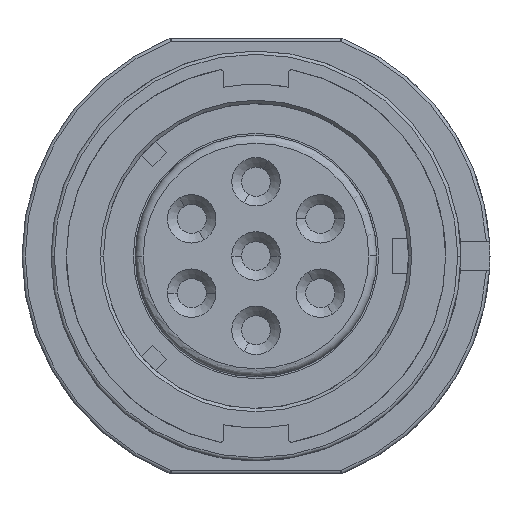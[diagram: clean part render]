
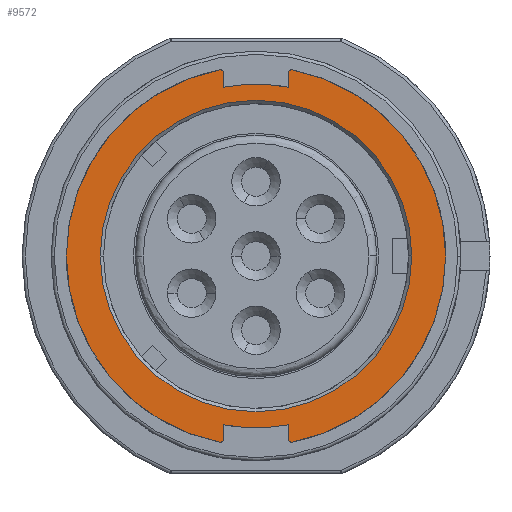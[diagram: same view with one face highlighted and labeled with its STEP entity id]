
A CAD part, left-side view. The second image highlights one B-rep face of the part: STEP entity #9572.
In plain terms, the highlighted planar face has unit normal (-1, 0, 0).
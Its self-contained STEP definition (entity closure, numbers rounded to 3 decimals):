
#2912=DIRECTION('',(0.,0.,-1.));
#2913=VECTOR('',#2912,0.878);
#2914=CARTESIAN_POINT('',(1.7,-2.,-10.461));
#2915=LINE('',#2914,#2913);
#2924=CARTESIAN_POINT('',(1.7,-2.2,11.339));
#2925=DIRECTION('',(1.,0.,0.));
#2926=DIRECTION('',(0.,1.,0.));
#2927=AXIS2_PLACEMENT_3D('',#2924,#2925,#2926);
#2929=CARTESIAN_POINT('',(1.7,0.,0.));
#2930=DIRECTION('',(1.,0.,0.));
#2931=DIRECTION('',(0.,-0.19,0.982));
#2932=AXIS2_PLACEMENT_3D('',#2929,#2930,#2931);
#2934=CARTESIAN_POINT('',(1.7,-2.2,-11.339));
#2935=DIRECTION('',(1.,0.,0.));
#2936=DIRECTION('',(0.,-0.19,-0.982));
#2937=AXIS2_PLACEMENT_3D('',#2934,#2935,#2936);
#2939=CARTESIAN_POINT('',(1.7,0.,0.));
#2940=DIRECTION('',(1.,0.,0.));
#2941=DIRECTION('',(0.,-0.188,-0.982));
#2942=AXIS2_PLACEMENT_3D('',#2939,#2940,#2941);
#2944=DIRECTION('',(0.,0.,-1.));
#2945=VECTOR('',#2944,0.878);
#2946=CARTESIAN_POINT('',(1.7,2.,-10.461));
#2947=LINE('',#2946,#2945);
#2948=CARTESIAN_POINT('',(1.7,2.2,-11.339));
#2949=DIRECTION('',(1.,0.,0.));
#2950=DIRECTION('',(0.,-1.,0.));
#2951=AXIS2_PLACEMENT_3D('',#2948,#2949,#2950);
#2953=CARTESIAN_POINT('',(1.7,0.,0.));
#2954=DIRECTION('',(1.,0.,0.));
#2955=DIRECTION('',(0.,0.19,-0.982));
#2956=AXIS2_PLACEMENT_3D('',#2953,#2954,#2955);
#2958=CARTESIAN_POINT('',(1.7,2.2,11.339));
#2959=DIRECTION('',(1.,0.,0.));
#2960=DIRECTION('',(0.,0.19,0.982));
#2961=AXIS2_PLACEMENT_3D('',#2958,#2959,#2960);
#2963=DIRECTION('',(0.,0.,-1.));
#2964=VECTOR('',#2963,0.878);
#2965=CARTESIAN_POINT('',(1.7,2.,11.339));
#2966=LINE('',#2965,#2964);
#2967=CARTESIAN_POINT('',(1.7,0.,0.));
#2968=DIRECTION('',(1.,0.,0.));
#2969=DIRECTION('',(0.,0.188,0.982));
#2970=AXIS2_PLACEMENT_3D('',#2967,#2968,#2969);
#2972=DIRECTION('',(0.,0.,1.));
#2973=VECTOR('',#2972,0.878);
#2974=CARTESIAN_POINT('',(1.7,-2.,10.461));
#2975=LINE('',#2974,#2973);
#2976=CARTESIAN_POINT('',(1.7,0.,0.));
#2977=DIRECTION('',(-1.,0.,0.));
#2978=DIRECTION('',(0.,1.,0.));
#2979=AXIS2_PLACEMENT_3D('',#2976,#2977,#2978);
#2981=CARTESIAN_POINT('',(1.7,0.,0.));
#2982=DIRECTION('',(-1.,0.,0.));
#2983=DIRECTION('',(0.,0.,-1.));
#2984=AXIS2_PLACEMENT_3D('',#2981,#2982,#2983);
#2986=CARTESIAN_POINT('',(1.7,0.,0.));
#2987=DIRECTION('',(-1.,0.,0.));
#2988=DIRECTION('',(0.,-1.,0.));
#2989=AXIS2_PLACEMENT_3D('',#2986,#2987,#2988);
#2991=CARTESIAN_POINT('',(1.7,0.,0.));
#2992=DIRECTION('',(-1.,0.,0.));
#2993=DIRECTION('',(0.,0.,1.));
#2994=AXIS2_PLACEMENT_3D('',#2991,#2992,#2993);
#5838=CARTESIAN_POINT('',(1.7,-2.,-11.339));
#5839=VERTEX_POINT('',#5838);
#5840=CARTESIAN_POINT('',(1.7,-2.,-10.461));
#5841=VERTEX_POINT('',#5840);
#5842=CARTESIAN_POINT('',(1.7,-2.238,-11.535));
#5843=VERTEX_POINT('',#5842);
#5844=CARTESIAN_POINT('',(1.7,-2.,11.339));
#5845=CARTESIAN_POINT('',(1.7,-2.238,11.535));
#5846=VERTEX_POINT('',#5844);
#5847=VERTEX_POINT('',#5845);
#5848=CARTESIAN_POINT('',(1.7,2.,-10.461));
#5849=VERTEX_POINT('',#5848);
#5850=CARTESIAN_POINT('',(1.7,2.,-11.339));
#5851=VERTEX_POINT('',#5850);
#5852=CARTESIAN_POINT('',(1.7,2.238,-11.535));
#5853=VERTEX_POINT('',#5852);
#5854=CARTESIAN_POINT('',(1.7,2.238,11.535));
#5855=VERTEX_POINT('',#5854);
#5856=CARTESIAN_POINT('',(1.7,2.,11.339));
#5857=VERTEX_POINT('',#5856);
#5858=CARTESIAN_POINT('',(1.7,2.,10.461));
#5859=VERTEX_POINT('',#5858);
#5860=CARTESIAN_POINT('',(1.7,-2.,10.461));
#5861=VERTEX_POINT('',#5860);
#5862=CARTESIAN_POINT('',(1.7,0.,-9.65));
#5863=CARTESIAN_POINT('',(1.7,-9.65,0.));
#5864=VERTEX_POINT('',#5862);
#5865=VERTEX_POINT('',#5863);
#5866=CARTESIAN_POINT('',(1.7,9.65,0.));
#5867=VERTEX_POINT('',#5866);
#5868=CARTESIAN_POINT('',(1.7,0.,9.65));
#5869=VERTEX_POINT('',#5868);
#9533=CARTESIAN_POINT('',(1.7,0.,0.));
#9534=DIRECTION('',(1.,0.,0.));
#9535=DIRECTION('',(0.,1.,0.));
#9536=AXIS2_PLACEMENT_3D('',#9533,#9534,#9535);
#9537=PLANE('',#9536);
#9539=ORIENTED_EDGE('',*,*,#9538,.T.);
#9541=ORIENTED_EDGE('',*,*,#9540,.T.);
#9542=ORIENTED_EDGE('',*,*,#9526,.T.);
#9543=ORIENTED_EDGE('',*,*,#9514,.F.);
#9545=ORIENTED_EDGE('',*,*,#9544,.T.);
#9547=ORIENTED_EDGE('',*,*,#9546,.T.);
#9549=ORIENTED_EDGE('',*,*,#9548,.T.);
#9551=ORIENTED_EDGE('',*,*,#9550,.T.);
#9553=ORIENTED_EDGE('',*,*,#9552,.T.);
#9555=ORIENTED_EDGE('',*,*,#9554,.T.);
#9557=ORIENTED_EDGE('',*,*,#9556,.T.);
#9559=ORIENTED_EDGE('',*,*,#9558,.T.);
#9560=EDGE_LOOP('',(#9539,#9541,#9542,#9543,#9545,#9547,#9549,#9551,#9553,#9555,
#9557,#9559));
#9561=FACE_OUTER_BOUND('',#9560,.F.);
#9563=ORIENTED_EDGE('',*,*,#9562,.T.);
#9565=ORIENTED_EDGE('',*,*,#9564,.T.);
#9567=ORIENTED_EDGE('',*,*,#9566,.T.);
#9569=ORIENTED_EDGE('',*,*,#9568,.T.);
#9570=EDGE_LOOP('',(#9563,#9565,#9567,#9569));
#9571=FACE_BOUND('',#9570,.F.);
#2928=CIRCLE('',#2927,0.2);
#2933=CIRCLE('',#2932,11.75);
#2938=CIRCLE('',#2937,0.2);
#2943=CIRCLE('',#2942,10.65);
#2952=CIRCLE('',#2951,0.2);
#2957=CIRCLE('',#2956,11.75);
#2962=CIRCLE('',#2961,0.2);
#2971=CIRCLE('',#2970,10.65);
#2980=CIRCLE('',#2979,9.65);
#2985=CIRCLE('',#2984,9.65);
#2990=CIRCLE('',#2989,9.65);
#2995=CIRCLE('',#2994,9.65);
#9514=EDGE_CURVE('',#5841,#5839,#2915,.T.);
#9526=EDGE_CURVE('',#5843,#5839,#2938,.T.);
#9538=EDGE_CURVE('',#5846,#5847,#2928,.T.);
#9540=EDGE_CURVE('',#5847,#5843,#2933,.T.);
#9544=EDGE_CURVE('',#5841,#5849,#2943,.T.);
#9546=EDGE_CURVE('',#5849,#5851,#2947,.T.);
#9548=EDGE_CURVE('',#5851,#5853,#2952,.T.);
#9550=EDGE_CURVE('',#5853,#5855,#2957,.T.);
#9552=EDGE_CURVE('',#5855,#5857,#2962,.T.);
#9554=EDGE_CURVE('',#5857,#5859,#2966,.T.);
#9556=EDGE_CURVE('',#5859,#5861,#2971,.T.);
#9558=EDGE_CURVE('',#5861,#5846,#2975,.T.);
#9562=EDGE_CURVE('',#5867,#5864,#2980,.T.);
#9564=EDGE_CURVE('',#5864,#5865,#2985,.T.);
#9566=EDGE_CURVE('',#5865,#5869,#2990,.T.);
#9568=EDGE_CURVE('',#5869,#5867,#2995,.T.);
#9572=ADVANCED_FACE('',(#9561,#9571),#9537,.F.);
